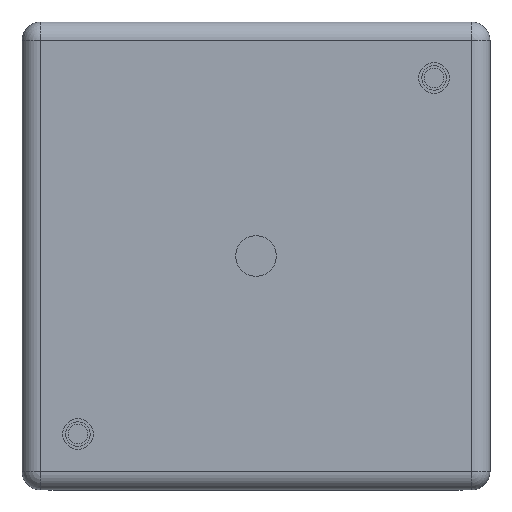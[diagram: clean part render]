
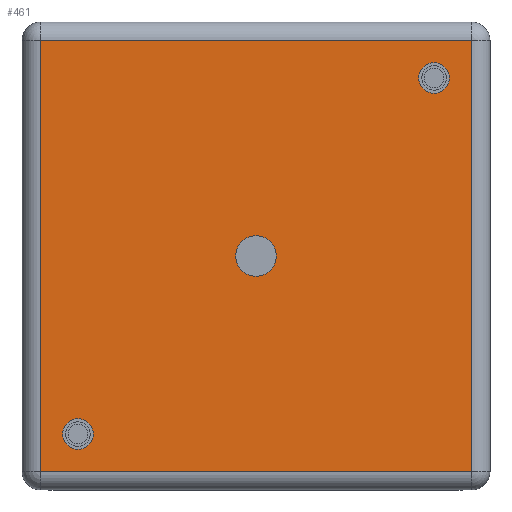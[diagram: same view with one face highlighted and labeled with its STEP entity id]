
A CAD part, front view. The second image highlights one B-rep face of the part: STEP entity #461.
In plain terms, the highlighted planar face has unit normal (0, -1, 0).
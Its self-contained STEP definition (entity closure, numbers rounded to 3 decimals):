
#116 = ORIENTED_EDGE ( 'NONE', *, *, #7488, .T. ) ;
#125 = VERTEX_POINT ( 'NONE', #3902 ) ;
#147 = DIRECTION ( 'NONE',  ( 0., 1., 0. ) ) ;
#201 = ORIENTED_EDGE ( 'NONE', *, *, #6365, .T. ) ;
#282 = LINE ( 'NONE', #2269, #6430 ) ;
#364 = EDGE_CURVE ( 'NONE', #125, #1342, #282, .T. ) ;
#461 = ADVANCED_FACE ( 'NONE', ( #7212, #3691, #5342, #3474 ), #992, .F. ) ;
#992 = PLANE ( 'NONE',  #2118 ) ;
#1042 = VERTEX_POINT ( 'NONE', #3494 ) ;
#1109 = VECTOR ( 'NONE', #6214, 1000. ) ;
#1203 = ORIENTED_EDGE ( 'NONE', *, *, #5159, .T. ) ;
#1242 = EDGE_LOOP ( 'NONE', ( #201, #5002 ) ) ;
#1282 = CARTESIAN_POINT ( 'NONE',  ( 17.55, -1.5, 0. ) ) ;
#1342 = VERTEX_POINT ( 'NONE', #2717 ) ;
#1344 = CARTESIAN_POINT ( 'NONE',  ( 0., -1.5, 0. ) ) ;
#1401 = VECTOR ( 'NONE', #5056, 1000. ) ;
#1413 = DIRECTION ( 'NONE',  ( 0., 1., 0. ) ) ;
#1653 = CARTESIAN_POINT ( 'NONE',  ( -14.5, -1.5, -15.75 ) ) ;
#1706 = DIRECTION ( 'NONE',  ( 0., 0., 1. ) ) ;
#1770 = EDGE_CURVE ( 'NONE', #1924, #5393, #5174, .T. ) ;
#1924 = VERTEX_POINT ( 'NONE', #7992 ) ;
#1925 = EDGE_LOOP ( 'NONE', ( #116, #6205 ) ) ;
#1938 = DIRECTION ( 'NONE',  ( 0., 1., 0. ) ) ;
#2034 = VERTEX_POINT ( 'NONE', #2517 ) ;
#2043 = DIRECTION ( 'NONE',  ( 0., 0., 1. ) ) ;
#2083 = CIRCLE ( 'NONE', #7038, 1.65 ) ;
#2091 = EDGE_CURVE ( 'NONE', #1042, #2034, #2395, .T. ) ;
#2118 = AXIS2_PLACEMENT_3D ( 'NONE', #2402, #6608, #1706 ) ;
#2269 = CARTESIAN_POINT ( 'NONE',  ( 0., -1.5, -17.55 ) ) ;
#2372 = ORIENTED_EDGE ( 'NONE', *, *, #364, .T. ) ;
#2395 = CIRCLE ( 'NONE', #2747, 1.25 ) ;
#2402 = CARTESIAN_POINT ( 'NONE',  ( 0., -1.5, 0. ) ) ;
#2437 = EDGE_CURVE ( 'NONE', #3562, #6040, #4567, .T. ) ;
#2517 = CARTESIAN_POINT ( 'NONE',  ( 14.5, -1.5, 15.75 ) ) ;
#2717 = CARTESIAN_POINT ( 'NONE',  ( 17.55, -1.5, -17.55 ) ) ;
#2747 = AXIS2_PLACEMENT_3D ( 'NONE', #6149, #1938, #6852 ) ;
#2797 = AXIS2_PLACEMENT_3D ( 'NONE', #4367, #147, #5055 ) ;
#2969 = ORIENTED_EDGE ( 'NONE', *, *, #3736, .T. ) ;
#2972 = CIRCLE ( 'NONE', #4409, 1.25 ) ;
#3022 = ORIENTED_EDGE ( 'NONE', *, *, #3304, .T. ) ;
#3104 = CARTESIAN_POINT ( 'NONE',  ( 14.5, -1.5, 14.5 ) ) ;
#3304 = EDGE_CURVE ( 'NONE', #4361, #125, #7028, .T. ) ;
#3333 = EDGE_LOOP ( 'NONE', ( #3581, #4888 ) ) ;
#3474 = FACE_BOUND ( 'NONE', #3333, .T. ) ;
#3494 = CARTESIAN_POINT ( 'NONE',  ( 14.5, -1.5, 13.25 ) ) ;
#3562 = VERTEX_POINT ( 'NONE', #1653 ) ;
#3571 = CARTESIAN_POINT ( 'NONE',  ( 0., -1.5, -1.65 ) ) ;
#3581 = ORIENTED_EDGE ( 'NONE', *, *, #1770, .T. ) ;
#3583 = AXIS2_PLACEMENT_3D ( 'NONE', #7811, #3611, #8518 ) ;
#3611 = DIRECTION ( 'NONE',  ( 0., 1., 0. ) ) ;
#3691 = FACE_BOUND ( 'NONE', #1925, .T. ) ;
#3736 = EDGE_CURVE ( 'NONE', #5266, #4361, #4258, .T. ) ;
#3832 = DIRECTION ( 'NONE',  ( 0., 0., 1. ) ) ;
#3902 = CARTESIAN_POINT ( 'NONE',  ( -17.55, -1.5, -17.55 ) ) ;
#3936 = CARTESIAN_POINT ( 'NONE',  ( -14.5, -1.5, -13.25 ) ) ;
#4258 = LINE ( 'NONE', #5457, #7977 ) ;
#4263 = CARTESIAN_POINT ( 'NONE',  ( -17.55, -1.5, 17.55 ) ) ;
#4345 = CIRCLE ( 'NONE', #2797, 1.25 ) ;
#4361 = VERTEX_POINT ( 'NONE', #4263 ) ;
#4367 = CARTESIAN_POINT ( 'NONE',  ( -14.5, -1.5, -14.5 ) ) ;
#4409 = AXIS2_PLACEMENT_3D ( 'NONE', #3104, #8033, #3832 ) ;
#4567 = CIRCLE ( 'NONE', #5046, 1.25 ) ;
#4849 = LINE ( 'NONE', #1282, #1109 ) ;
#4888 = ORIENTED_EDGE ( 'NONE', *, *, #5213, .T. ) ;
#5002 = ORIENTED_EDGE ( 'NONE', *, *, #2437, .T. ) ;
#5046 = AXIS2_PLACEMENT_3D ( 'NONE', #5633, #1413, #6335 ) ;
#5055 = DIRECTION ( 'NONE',  ( 0., 0., 1. ) ) ;
#5056 = DIRECTION ( 'NONE',  ( 0., 0., -1. ) ) ;
#5159 = EDGE_CURVE ( 'NONE', #1342, #5266, #4849, .T. ) ;
#5174 = CIRCLE ( 'NONE', #3583, 1.65 ) ;
#5213 = EDGE_CURVE ( 'NONE', #5393, #1924, #2083, .T. ) ;
#5266 = VERTEX_POINT ( 'NONE', #5576 ) ;
#5342 = FACE_OUTER_BOUND ( 'NONE', #7858, .T. ) ;
#5393 = VERTEX_POINT ( 'NONE', #3571 ) ;
#5457 = CARTESIAN_POINT ( 'NONE',  ( 0., -1.5, 17.55 ) ) ;
#5576 = CARTESIAN_POINT ( 'NONE',  ( 17.55, -1.5, 17.55 ) ) ;
#5633 = CARTESIAN_POINT ( 'NONE',  ( -14.5, -1.5, -14.5 ) ) ;
#6040 = VERTEX_POINT ( 'NONE', #3936 ) ;
#6149 = CARTESIAN_POINT ( 'NONE',  ( 14.5, -1.5, 14.5 ) ) ;
#6205 = ORIENTED_EDGE ( 'NONE', *, *, #2091, .T. ) ;
#6214 = DIRECTION ( 'NONE',  ( 0., 0., 1. ) ) ;
#6274 = DIRECTION ( 'NONE',  ( 0., 1., 0. ) ) ;
#6335 = DIRECTION ( 'NONE',  ( 0., 0., 1. ) ) ;
#6365 = EDGE_CURVE ( 'NONE', #6040, #3562, #4345, .T. ) ;
#6430 = VECTOR ( 'NONE', #7211, 1000. ) ;
#6608 = DIRECTION ( 'NONE',  ( 0., 1., 0. ) ) ;
#6852 = DIRECTION ( 'NONE',  ( 0., 0., 1. ) ) ;
#7028 = LINE ( 'NONE', #7856, #1401 ) ;
#7038 = AXIS2_PLACEMENT_3D ( 'NONE', #1344, #6274, #2043 ) ;
#7211 = DIRECTION ( 'NONE',  ( 1., 0., 0. ) ) ;
#7212 = FACE_BOUND ( 'NONE', #1242, .T. ) ;
#7488 = EDGE_CURVE ( 'NONE', #2034, #1042, #2972, .T. ) ;
#7811 = CARTESIAN_POINT ( 'NONE',  ( 0., -1.5, 0. ) ) ;
#7856 = CARTESIAN_POINT ( 'NONE',  ( -17.55, -1.5, 0. ) ) ;
#7858 = EDGE_LOOP ( 'NONE', ( #3022, #2372, #1203, #2969 ) ) ;
#7977 = VECTOR ( 'NONE', #8225, 1000. ) ;
#7992 = CARTESIAN_POINT ( 'NONE',  ( 0., -1.5, 1.65 ) ) ;
#8033 = DIRECTION ( 'NONE',  ( 0., 1., 0. ) ) ;
#8225 = DIRECTION ( 'NONE',  ( -1., 0., 0. ) ) ;
#8518 = DIRECTION ( 'NONE',  ( 0., 0., 1. ) ) ;
